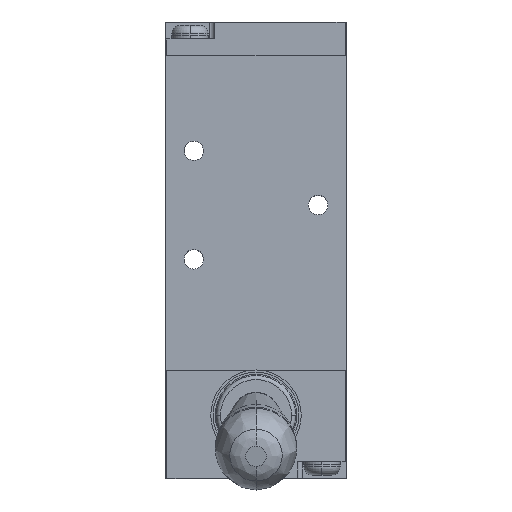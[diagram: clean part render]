
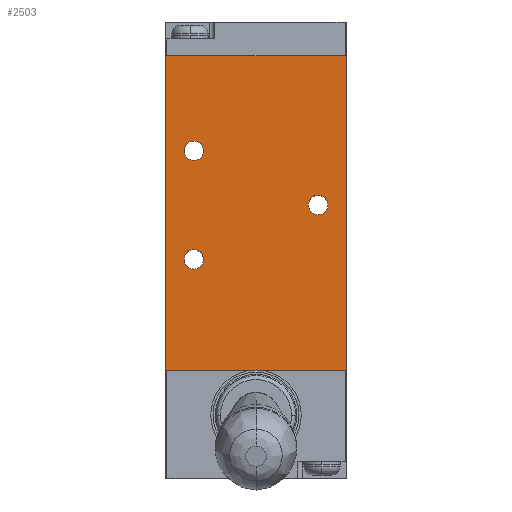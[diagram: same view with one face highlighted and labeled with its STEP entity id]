
A CAD part, top view. The second image highlights one B-rep face of the part: STEP entity #2503.
In plain terms, the highlighted planar face has unit normal (0, 0, 1).
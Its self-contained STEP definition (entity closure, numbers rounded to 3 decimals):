
#275 = CARTESIAN_POINT ( 'NONE',  ( 15.9, 36.5, 13.5 ) ) ;
#296 = CIRCLE ( 'NONE', #9077, 2.15 ) ;
#332 = CARTESIAN_POINT ( 'NONE',  ( -15.9, 24.5, 13.5 ) ) ;
#424 = CIRCLE ( 'NONE', #1144, 2.15 ) ;
#761 = PLANE ( 'NONE',  #4517 ) ;
#839 = CARTESIAN_POINT ( 'NONE',  ( -20., 0., 13.5 ) ) ;
#869 = DIRECTION ( 'NONE',  ( 1., 0., 0. ) ) ;
#906 = CARTESIAN_POINT ( 'NONE',  ( 20., 69.5, 13.5 ) ) ;
#919 = ORIENTED_EDGE ( 'NONE', *, *, #5935, .F. ) ;
#975 = LINE ( 'NONE', #4947, #9177 ) ;
#986 = ORIENTED_EDGE ( 'NONE', *, *, #6115, .F. ) ;
#1005 = ORIENTED_EDGE ( 'NONE', *, *, #6024, .F. ) ;
#1119 = CARTESIAN_POINT ( 'NONE',  ( 20., 69.5, 13.5 ) ) ;
#1144 = AXIS2_PLACEMENT_3D ( 'NONE', #5777, #8928, #9691 ) ;
#1163 = LINE ( 'NONE', #3824, #9479 ) ;
#1303 = ORIENTED_EDGE ( 'NONE', *, *, #6702, .T. ) ;
#1437 = DIRECTION ( 'NONE',  ( 0., 0., 1. ) ) ;
#1441 = FACE_BOUND ( 'NONE', #4968, .T. ) ;
#1444 = CARTESIAN_POINT ( 'NONE',  ( -15.9, 48.5, 13.5 ) ) ;
#1470 = ORIENTED_EDGE ( 'NONE', *, *, #9278, .F. ) ;
#1563 = CARTESIAN_POINT ( 'NONE',  ( -20., 69.5, 13.5 ) ) ;
#1946 = VERTEX_POINT ( 'NONE', #332 ) ;
#2171 = ORIENTED_EDGE ( 'NONE', *, *, #8808, .T. ) ;
#2207 = ORIENTED_EDGE ( 'NONE', *, *, #4510, .F. ) ;
#2503 = ADVANCED_FACE ( 'NONE', ( #1441, #9765, #7045, #8347 ), #761, .T. ) ;
#2524 = CARTESIAN_POINT ( 'NONE',  ( 11.6, 36.5, 13.5 ) ) ;
#2587 = ORIENTED_EDGE ( 'NONE', *, *, #5145, .T. ) ;
#2728 = EDGE_LOOP ( 'NONE', ( #5494, #2171, #1303, #2587 ) ) ;
#2974 = ORIENTED_EDGE ( 'NONE', *, *, #4014, .F. ) ;
#3078 = DIRECTION ( 'NONE',  ( 0., 0., 1. ) ) ;
#3137 = CIRCLE ( 'NONE', #6545, 2.15 ) ;
#3413 = DIRECTION ( 'NONE',  ( 1., 0., 0. ) ) ;
#3477 = DIRECTION ( 'NONE',  ( 0., 0., 1. ) ) ;
#3646 = DIRECTION ( 'NONE',  ( 1., 0., 0. ) ) ;
#3660 = VERTEX_POINT ( 'NONE', #1563 ) ;
#3725 = CARTESIAN_POINT ( 'NONE',  ( -11.6, 48.5, 13.5 ) ) ;
#3776 = EDGE_LOOP ( 'NONE', ( #919, #2974 ) ) ;
#3799 = CARTESIAN_POINT ( 'NONE',  ( 0., 0., 13.5 ) ) ;
#3824 = CARTESIAN_POINT ( 'NONE',  ( 20., 0., 13.5 ) ) ;
#4014 = EDGE_CURVE ( 'NONE', #5765, #8679, #9818, .T. ) ;
#4510 = EDGE_CURVE ( 'NONE', #4647, #7762, #424, .T. ) ;
#4517 = AXIS2_PLACEMENT_3D ( 'NONE', #3799, #7503, #9033 ) ;
#4566 = DIRECTION ( 'NONE',  ( 0., 1., 0. ) ) ;
#4612 = DIRECTION ( 'NONE',  ( 1., 0., 0. ) ) ;
#4647 = VERTEX_POINT ( 'NONE', #1444 ) ;
#4658 = VERTEX_POINT ( 'NONE', #9088 ) ;
#4696 = VERTEX_POINT ( 'NONE', #9723 ) ;
#4722 = DIRECTION ( 'NONE',  ( -1., 0., 0. ) ) ;
#4947 = CARTESIAN_POINT ( 'NONE',  ( -20., 0., 13.5 ) ) ;
#4968 = EDGE_LOOP ( 'NONE', ( #1005, #986 ) ) ;
#5145 = EDGE_CURVE ( 'NONE', #4696, #6590, #1163, .T. ) ;
#5150 = EDGE_LOOP ( 'NONE', ( #1470, #2207 ) ) ;
#5494 = ORIENTED_EDGE ( 'NONE', *, *, #9425, .T. ) ;
#5765 = VERTEX_POINT ( 'NONE', #2524 ) ;
#5777 = CARTESIAN_POINT ( 'NONE',  ( -13.75, 48.5, 13.5 ) ) ;
#5874 = VECTOR ( 'NONE', #4722, 1000. ) ;
#5935 = EDGE_CURVE ( 'NONE', #8679, #5765, #296, .T. ) ;
#6024 = EDGE_CURVE ( 'NONE', #4658, #1946, #3137, .T. ) ;
#6115 = EDGE_CURVE ( 'NONE', #1946, #4658, #8837, .T. ) ;
#6539 = CARTESIAN_POINT ( 'NONE',  ( 13.75, 36.5, 13.5 ) ) ;
#6545 = AXIS2_PLACEMENT_3D ( 'NONE', #7033, #3477, #3413 ) ;
#6590 = VERTEX_POINT ( 'NONE', #1119 ) ;
#6702 = EDGE_CURVE ( 'NONE', #7944, #4696, #975, .T. ) ;
#6803 = DIRECTION ( 'NONE',  ( 1., 0., 0. ) ) ;
#6872 = CARTESIAN_POINT ( 'NONE',  ( -13.75, 48.5, 13.5 ) ) ;
#7033 = CARTESIAN_POINT ( 'NONE',  ( -13.75, 24.5, 13.5 ) ) ;
#7045 = FACE_BOUND ( 'NONE', #3776, .T. ) ;
#7064 = LINE ( 'NONE', #906, #5874 ) ;
#7287 = DIRECTION ( 'NONE',  ( 0., 0., 1. ) ) ;
#7503 = DIRECTION ( 'NONE',  ( 0., 0., 1. ) ) ;
#7533 = VECTOR ( 'NONE', #9424, 1000. ) ;
#7639 = CARTESIAN_POINT ( 'NONE',  ( -13.75, 24.5, 13.5 ) ) ;
#7762 = VERTEX_POINT ( 'NONE', #3725 ) ;
#7944 = VERTEX_POINT ( 'NONE', #839 ) ;
#7987 = AXIS2_PLACEMENT_3D ( 'NONE', #8179, #7287, #3646 ) ;
#8046 = CARTESIAN_POINT ( 'NONE',  ( -20., 69.5, 13.5 ) ) ;
#8069 = AXIS2_PLACEMENT_3D ( 'NONE', #7639, #3078, #4612 ) ;
#8168 = AXIS2_PLACEMENT_3D ( 'NONE', #6872, #8384, #869 ) ;
#8179 = CARTESIAN_POINT ( 'NONE',  ( 13.75, 36.5, 13.5 ) ) ;
#8347 = FACE_OUTER_BOUND ( 'NONE', #2728, .T. ) ;
#8384 = DIRECTION ( 'NONE',  ( 0., 0., 1. ) ) ;
#8679 = VERTEX_POINT ( 'NONE', #275 ) ;
#8757 = DIRECTION ( 'NONE',  ( 1., 0., 0. ) ) ;
#8808 = EDGE_CURVE ( 'NONE', #3660, #7944, #9426, .T. ) ;
#8837 = CIRCLE ( 'NONE', #8069, 2.15 ) ;
#8928 = DIRECTION ( 'NONE',  ( 0., 0., 1. ) ) ;
#9033 = DIRECTION ( 'NONE',  ( 1., 0., 0. ) ) ;
#9077 = AXIS2_PLACEMENT_3D ( 'NONE', #6539, #1437, #6803 ) ;
#9088 = CARTESIAN_POINT ( 'NONE',  ( -11.6, 24.5, 13.5 ) ) ;
#9177 = VECTOR ( 'NONE', #8757, 1000. ) ;
#9278 = EDGE_CURVE ( 'NONE', #7762, #4647, #9540, .T. ) ;
#9424 = DIRECTION ( 'NONE',  ( 0., -1., 0. ) ) ;
#9425 = EDGE_CURVE ( 'NONE', #6590, #3660, #7064, .T. ) ;
#9426 = LINE ( 'NONE', #8046, #7533 ) ;
#9479 = VECTOR ( 'NONE', #4566, 1000. ) ;
#9540 = CIRCLE ( 'NONE', #8168, 2.15 ) ;
#9691 = DIRECTION ( 'NONE',  ( 1., 0., 0. ) ) ;
#9723 = CARTESIAN_POINT ( 'NONE',  ( 20., 0., 13.5 ) ) ;
#9765 = FACE_BOUND ( 'NONE', #5150, .T. ) ;
#9818 = CIRCLE ( 'NONE', #7987, 2.15 ) ;
